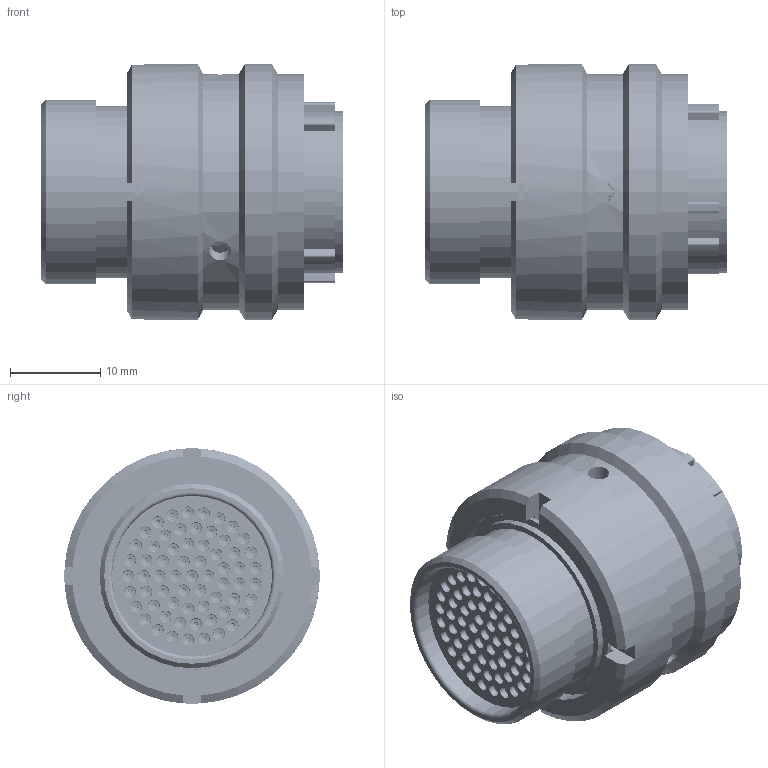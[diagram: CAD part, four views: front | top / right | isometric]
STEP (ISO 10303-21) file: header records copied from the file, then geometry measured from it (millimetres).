
FILE_DESCRIPTION (( 'STEP AP214' ), '1' );
FILE_NAME ('ASDD614-64PD.STEP', '2021-02-24T17:00:11', ( 'TE Connectivity' ), ( 'TE Connectivity' ), 'SwSTEP 2.0', 'SolidWorks 2016', '' );
FILE_SCHEMA (( 'AUTOMOTIVE_DESIGN' ));
Length unit declared in the file: millimetre
Products named in the file (1): ASDD614-64PD
Bounding box: 33.37 x 28.3 x 28.3 mm (x, y, z)
Volume: 10074 mm3; surface area: 14923.5 mm2
Topology: 73 solids, 73 shells, 3342 faces, 7633 edges, 4639 vertices
Faces by surface type: cylinder 1101, torus 774, plane 674, cone 652, sphere 132, bspline 9
Entity records: 137041 total; most frequent: CARTESIAN_POINT 23080, DIRECTION 17714, ORIENTED_EDGE 14730, AXIS2_PLACEMENT_3D 7886, EDGE_CURVE 7365, CIRCLE 4552, VERTEX_POINT 4503, EDGE_LOOP 4074
